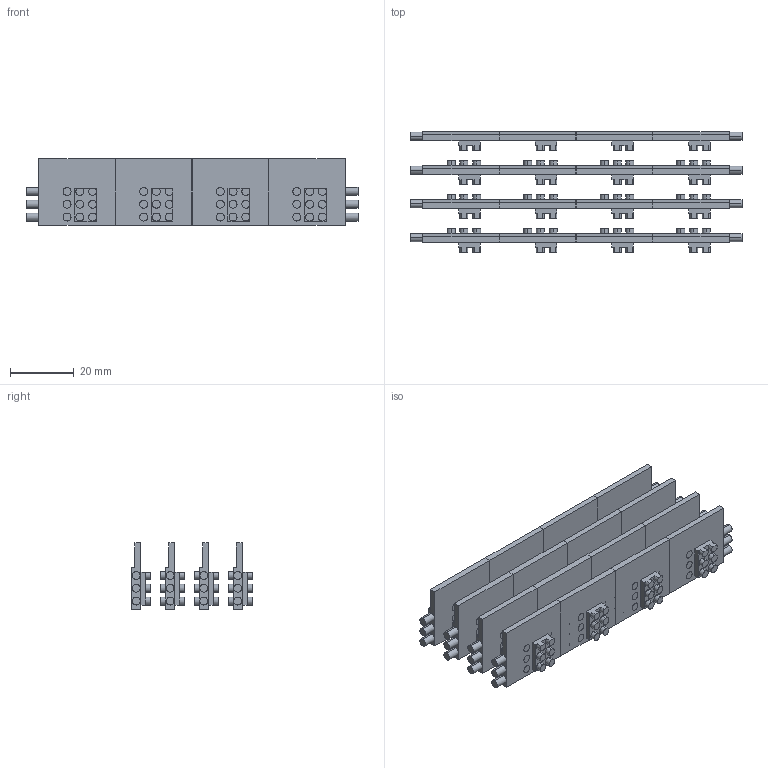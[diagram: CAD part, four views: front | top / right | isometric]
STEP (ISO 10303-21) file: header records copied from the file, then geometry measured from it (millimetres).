
FILE_DESCRIPTION (( 'STEP AP214' ), '1' );
FILE_NAME ('iTOP-heatsinks.STEP', '2012-07-15T21:43:45', ( 'mza' ), ( 'IDLAB' ), 'SwSTEP 2.0', 'SolidWorks 2012', '' );
FILE_SCHEMA (( 'AUTOMOTIVE_DESIGN' ));
Length unit declared in the file: millimetre
Products named in the file (20): carrier0; board-stack.common_IRS2_DC revB2; carrier1; carrier2; carrier.common_IRS2_DC revB2; IRS2_DC.revB2.4; IRS2_DC.revB2; IRS2_DC.revB2.heatsink; carrier3_IRS2_DC revB2; iTOP-heatsinks
Assembly tree (24 placements, depth 7):
  iTOP-heatsinks
    board-stack.common_IRS2_DC revB2
      carrier3_IRS2_DC revB2
        carrier.common_IRS2_DC revB2
          IRS2_DC.revB2.4
            IRS2_DC.revB2
              IRS2_DC.revB2.heatsink
            IRS2_DC.revB2
              IRS2_DC.revB2.heatsink
            IRS2_DC.revB2
              IRS2_DC.revB2.heatsink
            IRS2_DC.revB2
              IRS2_DC.revB2.heatsink
      carrier2
        carrier.common_IRS2_DC revB2
          IRS2_DC.revB2.4
            IRS2_DC.revB2  x4
              IRS2_DC.revB2.heatsink
      carrier1
        carrier.common_IRS2_DC revB2
          IRS2_DC.revB2.4
            IRS2_DC.revB2  x4
              IRS2_DC.revB2.heatsink
      carrier0
        carrier.common_IRS2_DC revB2
          IRS2_DC.revB2.4
            IRS2_DC.revB2  x4
              IRS2_DC.revB2.heatsink
Bounding box: 104 x 37.8 x 20.75 mm (x, y, z)
Volume: 25620.1 mm3; surface area: 27692.7 mm2
Topology: 64 solids, 64 shells, 1256 faces, 2736 edges, 1824 vertices
Faces by surface type: cylinder 672, plane 584
Entity records: 10365 total; most frequent: DIRECTION 1878, CARTESIAN_POINT 1644, ORIENTED_EDGE 1512, EDGE_CURVE 756, AXIS2_PLACEMENT_3D 738, VERTEX_POINT 504, LINE 402, VECTOR 402
